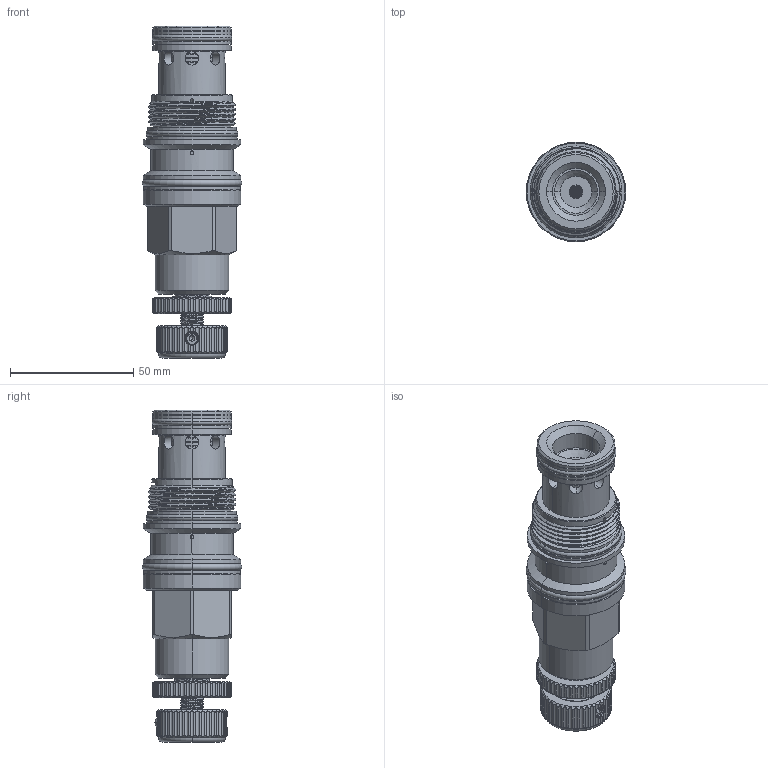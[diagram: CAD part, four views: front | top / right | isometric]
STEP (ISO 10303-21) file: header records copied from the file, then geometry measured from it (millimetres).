
FILE_DESCRIPTION (( 'STEP AP203' ), '1' );
FILE_NAME ('RV17A30-K-85.STEP', '2020-03-24T07:31:05', ( '' ), ( '' ), 'SwSTEP 2.0', 'SolidWorks 2018', '' );
FILE_SCHEMA (( 'CONFIG_CONTROL_DESIGN' ));
Products named in the file (1): RV17A30-K-85
Bounding box: 40.39 x 40.39 x 134.71 mm (x, y, z)
Volume: 101344.2 mm3; surface area: 30344.1 mm2
Topology: 12 solids, 12 shells, 1401 faces, 3933 edges, 2493 vertices
Faces by surface type: cylinder 918, plane 220, cone 99, torus 95, bspline 61, sphere 8
Entity records: 102583 total; most frequent: CARTESIAN_POINT 68982, ORIENTED_EDGE 7802, DIRECTION 5692, EDGE_CURVE 3901, VERTEX_POINT 2487, AXIS2_PLACEMENT_3D 2199, EDGE_LOOP 1826, B_SPLINE_CURVE_WITH_KNOTS 1561
